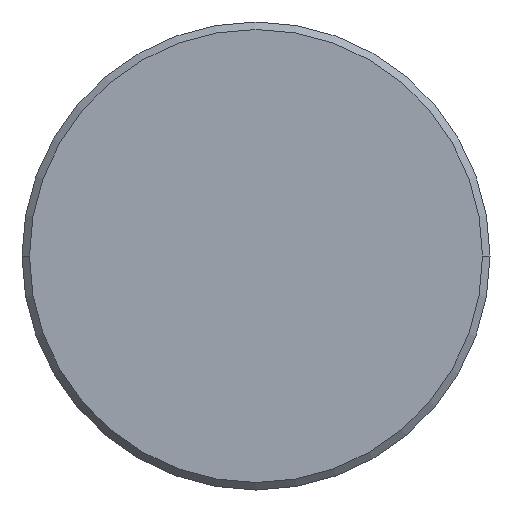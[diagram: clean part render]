
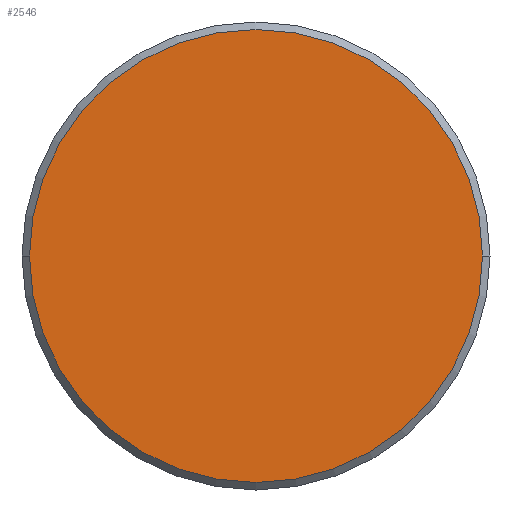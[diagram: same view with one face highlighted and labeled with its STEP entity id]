
A CAD part, left-side view. The second image highlights one B-rep face of the part: STEP entity #2546.
In plain terms, the highlighted planar face has unit normal (-1, 0, 0).
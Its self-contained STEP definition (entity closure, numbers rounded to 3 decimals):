
#1060=CARTESIAN_POINT('',(-14.684,0.,0.));
#1061=DIRECTION('',(-1.,0.,0.));
#1062=DIRECTION('',(0.,-1.,0.));
#1063=AXIS2_PLACEMENT_3D('',#1060,#1061,#1062);
#1065=CARTESIAN_POINT('',(-14.684,0.,0.));
#1066=DIRECTION('',(-1.,0.,0.));
#1067=DIRECTION('',(0.,1.,0.));
#1068=AXIS2_PLACEMENT_3D('',#1065,#1066,#1067);
#1423=CARTESIAN_POINT('',(-14.684,-6.147,0.));
#1424=CARTESIAN_POINT('',(-14.684,6.147,0.));
#1425=VERTEX_POINT('',#1423);
#1426=VERTEX_POINT('',#1424);
#2536=CARTESIAN_POINT('',(-14.684,0.,0.));
#2537=DIRECTION('',(1.,0.,0.));
#2538=DIRECTION('',(0.,-1.,0.));
#2539=AXIS2_PLACEMENT_3D('',#2536,#2537,#2538);
#2540=PLANE('',#2539);
#2542=ORIENTED_EDGE('',*,*,#2541,.F.);
#2543=ORIENTED_EDGE('',*,*,#2526,.F.);
#2544=EDGE_LOOP('',(#2542,#2543));
#2545=FACE_OUTER_BOUND('',#2544,.F.);
#2546=ADVANCED_FACE('',(#2545),#2540,.F.);
#1064=CIRCLE('',#1063,6.147);
#1069=CIRCLE('',#1068,6.147);
#2526=EDGE_CURVE('',#1426,#1425,#1069,.T.);
#2541=EDGE_CURVE('',#1425,#1426,#1064,.T.);
